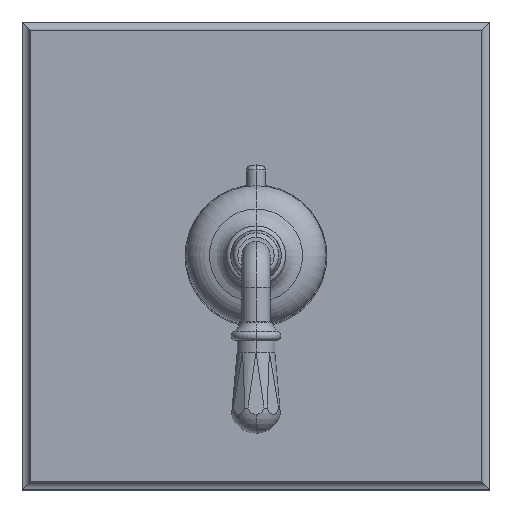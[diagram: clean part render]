
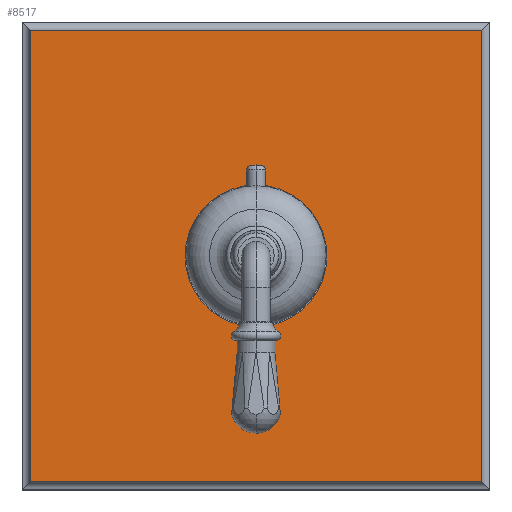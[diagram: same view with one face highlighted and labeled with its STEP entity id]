
A CAD part, top view. The second image highlights one B-rep face of the part: STEP entity #8517.
In plain terms, the highlighted planar face has unit normal (0, 0, 1).
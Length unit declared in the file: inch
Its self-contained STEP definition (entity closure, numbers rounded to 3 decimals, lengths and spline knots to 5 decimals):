
#1054=CARTESIAN_POINT('',(0.,0.,0.313));
#1055=DIRECTION('',(0.,0.,-1.));
#1056=DIRECTION('',(-1.,0.,0.));
#1057=AXIS2_PLACEMENT_3D('',#1054,#1055,#1056);
#1059=CARTESIAN_POINT('',(0.,0.,0.313));
#1060=DIRECTION('',(0.,0.,-1.));
#1061=DIRECTION('',(1.,0.,0.));
#1062=AXIS2_PLACEMENT_3D('',#1059,#1060,#1061);
#1064=DIRECTION('',(0.,-1.,0.));
#1065=VECTOR('',#1064,6.27);
#1066=CARTESIAN_POINT('',(-3.135,3.135,0.313));
#1067=LINE('',#1066,#1065);
#1068=DIRECTION('',(1.,0.,0.));
#1069=VECTOR('',#1068,6.27);
#1070=CARTESIAN_POINT('',(-3.135,-3.135,0.313));
#1071=LINE('',#1070,#1069);
#1093=DIRECTION('',(0.,1.,0.));
#1094=VECTOR('',#1093,6.27);
#1095=CARTESIAN_POINT('',(3.135,-3.135,0.313));
#1096=LINE('',#1095,#1094);
#1118=DIRECTION('',(-1.,0.,0.));
#1119=VECTOR('',#1118,6.27);
#1120=CARTESIAN_POINT('',(3.135,3.135,0.313));
#1121=LINE('',#1120,#1119);
#5548=CARTESIAN_POINT('',(-3.135,3.135,0.313));
#5549=CARTESIAN_POINT('',(-3.135,-3.135,0.313));
#5550=VERTEX_POINT('',#5548);
#5551=VERTEX_POINT('',#5549);
#5556=CARTESIAN_POINT('',(3.135,-3.135,0.313));
#5557=VERTEX_POINT('',#5556);
#5560=CARTESIAN_POINT('',(3.135,3.135,0.313));
#5561=VERTEX_POINT('',#5560);
#5568=CARTESIAN_POINT('',(-0.985,0.,0.313));
#5569=CARTESIAN_POINT('',(0.985,0.,0.313));
#5570=VERTEX_POINT('',#5568);
#5571=VERTEX_POINT('',#5569);
#8497=CARTESIAN_POINT('',(0.,0.,0.313));
#8498=DIRECTION('',(0.,0.,1.));
#8499=DIRECTION('',(1.,0.,0.));
#8500=AXIS2_PLACEMENT_3D('',#8497,#8498,#8499);
#8501=PLANE('',#8500);
#8503=ORIENTED_EDGE('',*,*,#8502,.F.);
#8505=ORIENTED_EDGE('',*,*,#8504,.F.);
#8507=ORIENTED_EDGE('',*,*,#8506,.F.);
#8509=ORIENTED_EDGE('',*,*,#8508,.F.);
#8510=EDGE_LOOP('',(#8503,#8505,#8507,#8509));
#8511=FACE_OUTER_BOUND('',#8510,.F.);
#8512=ORIENTED_EDGE('',*,*,#8487,.F.);
#8514=ORIENTED_EDGE('',*,*,#8513,.F.);
#8515=EDGE_LOOP('',(#8512,#8514));
#8516=FACE_BOUND('',#8515,.F.);
#8517=ADVANCED_FACE('',(#8511,#8516),#8501,.T.);
#1058=CIRCLE('',#1057,0.985);
#1063=CIRCLE('',#1062,0.985);
#8487=EDGE_CURVE('',#5570,#5571,#1058,.T.);
#8502=EDGE_CURVE('',#5550,#5551,#1067,.T.);
#8504=EDGE_CURVE('',#5561,#5550,#1121,.T.);
#8506=EDGE_CURVE('',#5557,#5561,#1096,.T.);
#8508=EDGE_CURVE('',#5551,#5557,#1071,.T.);
#8513=EDGE_CURVE('',#5571,#5570,#1063,.T.);
